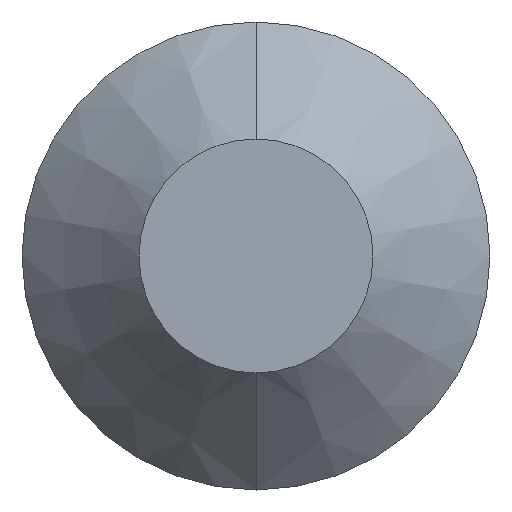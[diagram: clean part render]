
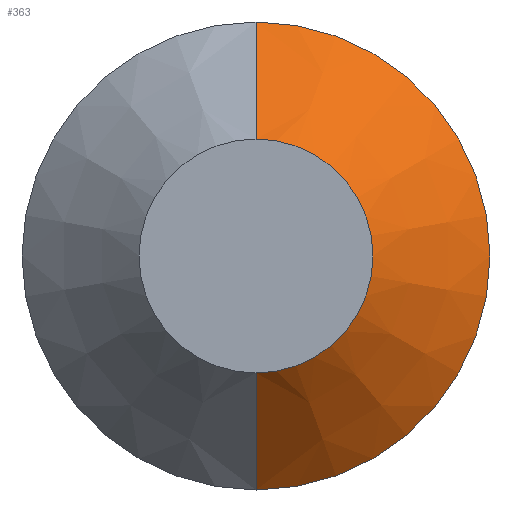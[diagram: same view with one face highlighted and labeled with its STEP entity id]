
A CAD part, front view. The second image highlights one B-rep face of the part: STEP entity #363.
In plain terms, the highlighted conical face has half-angle 45 degrees and reference radius 4 mm.
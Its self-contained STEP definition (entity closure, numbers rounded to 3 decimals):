
#30 = DIRECTION ( 'NONE',  ( 0., 0.707, 0.707 ) ) ;
#32 = CARTESIAN_POINT ( 'NONE',  ( 0., -0.3, 4. ) ) ;
#44 = ORIENTED_EDGE ( 'NONE', *, *, #424, .F. ) ;
#45 = ORIENTED_EDGE ( 'NONE', *, *, #331, .T. ) ;
#46 = ORIENTED_EDGE ( 'NONE', *, *, #377, .F. ) ;
#79 = CIRCLE ( 'NONE', #88, 2. ) ;
#88 = AXIS2_PLACEMENT_3D ( 'NONE', #272, #271, #270 ) ;
#90 = VECTOR ( 'NONE', #275, 1000. ) ;
#120 = EDGE_LOOP ( 'NONE', ( #701, #45, #46, #44 ) ) ;
#122 = VERTEX_POINT ( 'NONE', #306 ) ;
#166 = VERTEX_POINT ( 'NONE', #301 ) ;
#167 = VERTEX_POINT ( 'NONE', #300 ) ;
#171 = VERTEX_POINT ( 'NONE', #296 ) ;
#189 = DIRECTION ( 'NONE',  ( 0., 0., 1. ) ) ;
#190 = DIRECTION ( 'NONE',  ( 0., 1., 0. ) ) ;
#191 = CARTESIAN_POINT ( 'NONE',  ( 0., -0.3, 0. ) ) ;
#270 = DIRECTION ( 'NONE',  ( 0., 0., 1. ) ) ;
#271 = DIRECTION ( 'NONE',  ( 0., 1., 0. ) ) ;
#272 = CARTESIAN_POINT ( 'NONE',  ( 0., -2.3, 0. ) ) ;
#275 = DIRECTION ( 'NONE',  ( 0., 0.707, -0.707 ) ) ;
#276 = CARTESIAN_POINT ( 'NONE',  ( 0., -0.3, -4. ) ) ;
#296 = CARTESIAN_POINT ( 'NONE',  ( 0., -0.3, -4. ) ) ;
#300 = CARTESIAN_POINT ( 'NONE',  ( 0., -0.3, 4. ) ) ;
#301 = CARTESIAN_POINT ( 'NONE',  ( 0., -2.3, 2. ) ) ;
#306 = CARTESIAN_POINT ( 'NONE',  ( 0., -2.3, -2. ) ) ;
#331 = EDGE_CURVE ( 'NONE', #122, #171, #721, .T. ) ;
#332 = EDGE_CURVE ( 'NONE', #166, #122, #79, .T. ) ;
#363 = ADVANCED_FACE ( 'NONE', ( #784 ), #462, .T. ) ;
#377 = EDGE_CURVE ( 'NONE', #167, #171, #690, .T. ) ;
#424 = EDGE_CURVE ( 'NONE', #166, #167, #820, .T. ) ;
#462 = CONICAL_SURFACE ( 'NONE', #470, 4., 0.785 ) ;
#470 = AXIS2_PLACEMENT_3D ( 'NONE', #191, #190, #189 ) ;
#597 = DIRECTION ( 'NONE',  ( 0., 0., 1. ) ) ;
#598 = DIRECTION ( 'NONE',  ( 0., 1., 0. ) ) ;
#600 = CARTESIAN_POINT ( 'NONE',  ( 0., -0.3, 0. ) ) ;
#665 = AXIS2_PLACEMENT_3D ( 'NONE', #600, #598, #597 ) ;
#687 = VECTOR ( 'NONE', #30, 1000. ) ;
#690 = CIRCLE ( 'NONE', #665, 4. ) ;
#701 = ORIENTED_EDGE ( 'NONE', *, *, #332, .T. ) ;
#721 = LINE ( 'NONE', #276, #90 ) ;
#784 = FACE_OUTER_BOUND ( 'NONE', #120, .T. ) ;
#820 = LINE ( 'NONE', #32, #687 ) ;
